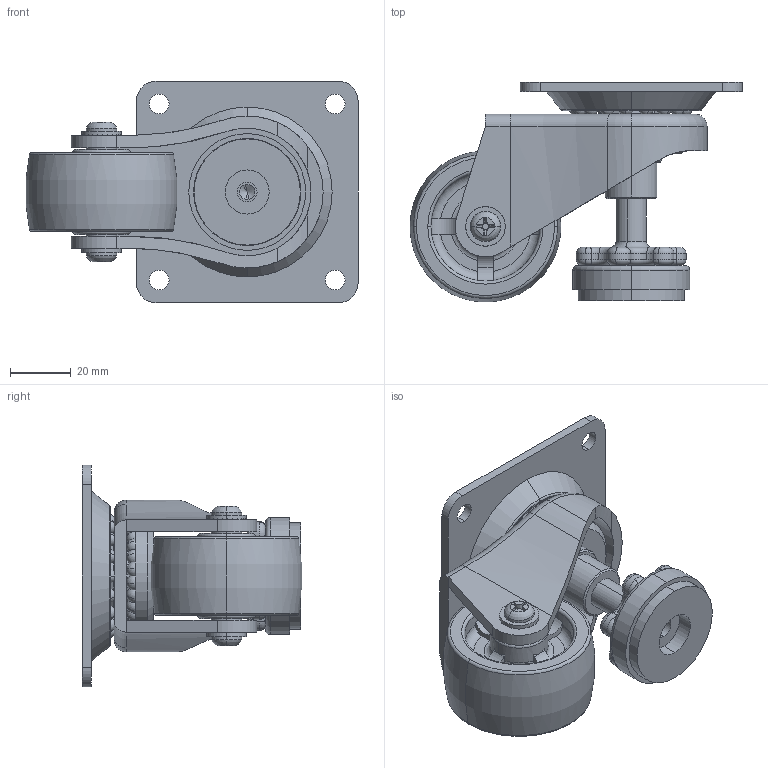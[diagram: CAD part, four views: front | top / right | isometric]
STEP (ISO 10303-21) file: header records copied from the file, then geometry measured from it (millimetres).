
FILE_DESCRIPTION (( 'STEP AP203' ), '1' );
FILE_NAME ('17.ACP-200F ASSY.STEP', '2015-03-31T06:06:01', ( 'WON SINCHUL' ), ( 'Hewlett-Packard Company' ), 'SwSTEP 2.0', 'SolidWorks 2015', '' );
FILE_SCHEMA (( 'CONFIG_CONTROL_DESIGN' ));
Length unit declared in the file: millimetre
Products named in the file (13): 17.ACP-200F ASSY; ACP-200F FRAME; ACP-200F SHAFT; ACP-200F WHEEL; ACP-200F HENDLE BOLT; ACP-200F PIN; ACP-200F CUP; ACP-200F PIN BOLT; ACT-400S RUBBER PAD; ACP-200F TOP PLATE; ACP-200S NUT; STEEL BALL-白5; STEEL BALL-白4.75
Assembly tree (48 placements, depth 2):
  17.ACP-200F ASSY
    ACP-200F FRAME
    ACP-200F WHEEL
    ACP-200F PIN
    ACP-200F PIN BOLT
    ACP-200F TOP PLATE
    ACP-200F SHAFT
    ACP-200F HENDLE BOLT
    ACP-200F CUP
    ACT-400S RUBBER PAD
    ACP-200S NUT
    STEEL BALL-白5  x21
    STEEL BALL-白4.75  x17
Bounding box: 109.36 x 72.3 x 73 mm (x, y, z)
Volume: 113415.5 mm3; surface area: 60212.6 mm2
Topology: 48 solids, 48 shells, 558 faces, 1440 edges, 916 vertices
Faces by surface type: plane 194, cylinder 117, torus 109, sphere 76, bspline 42, cone 20
Entity records: 18312 total; most frequent: CARTESIAN_POINT 4533, DIRECTION 2501, ORIENTED_EDGE 2348, EDGE_CURVE 1174, AXIS2_PLACEMENT_3D 1024, VERTEX_POINT 730, EDGE_LOOP 530, CIRCLE 529
